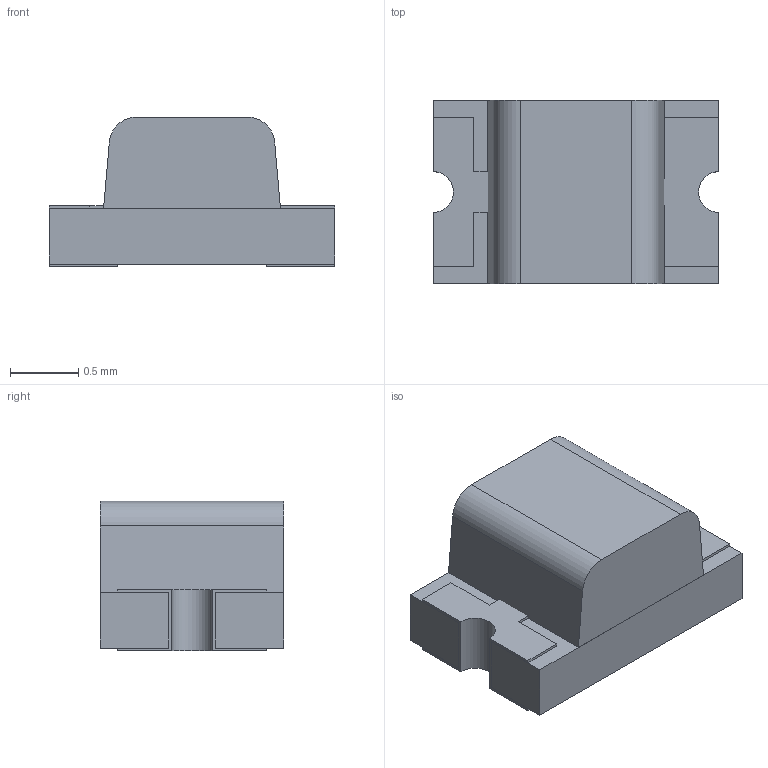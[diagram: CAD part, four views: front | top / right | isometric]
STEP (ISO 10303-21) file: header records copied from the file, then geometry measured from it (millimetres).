
FILE_DESCRIPTION(('STEP AP214'), '1');
FILE_NAME('LED-0805H1.1', '', ('UNSPECIFIED'), ('UNSPECIFIED'), 'ASCON STEP Converter 1.3', 'ASCON Math Kernel', '');
FILE_SCHEMA(('AUTOMOTIVE_DESIGN { 1 0 10303 214 3 1 1}'));
Length unit declared in the file: millimetre
Bounding box: 2.1 x 1.35 x 1.1 mm (x, y, z)
Volume: 2.3 mm3; surface area: 20.6 mm2
Topology: 3 solids, 3 shells, 68 faces, 187 edges, 131 vertices
Faces by surface type: plane 54, cylinder 10, cone 3, bspline 1
Full cylindrical faces by diameter (mm): 0.015 x2
Entity records: 2897 total; most frequent: CARTESIAN_POINT 552, ORIENTED_EDGE 346, DIRECTION 341, EDGE_CURVE 173, LINE 157, VECTOR 157, VERTEX_POINT 121, AXIS2_PLACEMENT_3D 92
